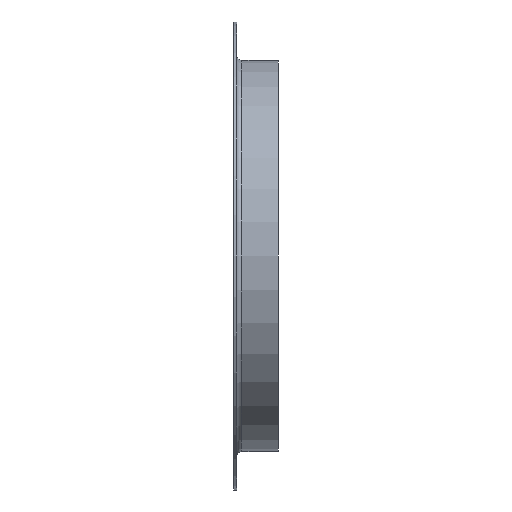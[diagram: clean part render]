
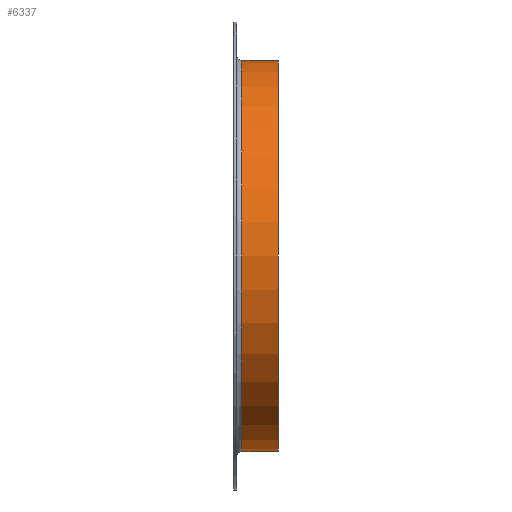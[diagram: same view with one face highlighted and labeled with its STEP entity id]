
A CAD part, front view. The second image highlights one B-rep face of the part: STEP entity #6337.
In plain terms, the highlighted cylindrical face has radius 152.5 mm (diameter 305 mm), a full revolution.
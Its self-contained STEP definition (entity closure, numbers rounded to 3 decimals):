
#326 = AXIS2_PLACEMENT_3D ( 'NONE', #10904, #3735, #4869 ) ;
#843 = VERTEX_POINT ( 'NONE', #14584 ) ;
#1082 = FACE_OUTER_BOUND ( 'NONE', #9425, .T. ) ;
#1435 = CARTESIAN_POINT ( 'NONE',  ( 35., 0., 0. ) ) ;
#2309 = DIRECTION ( 'NONE',  ( -1., 0., 0. ) ) ;
#2793 = AXIS2_PLACEMENT_3D ( 'NONE', #1435, #2309, #11243 ) ;
#3043 = EDGE_LOOP ( 'NONE', ( #7106 ) ) ;
#3735 = DIRECTION ( 'NONE',  ( 1., 0., 0. ) ) ;
#4869 = DIRECTION ( 'NONE',  ( 0., 0., 1. ) ) ;
#6337 = ADVANCED_FACE ( 'NONE', ( #11851, #1082 ), #15706, .T. ) ;
#6921 = EDGE_CURVE ( 'NONE', #12009, #12009, #10002, .T. ) ;
#6935 = DIRECTION ( 'NONE',  ( -1., 0., 0. ) ) ;
#6996 = ORIENTED_EDGE ( 'NONE', *, *, #6921, .T. ) ;
#7106 = ORIENTED_EDGE ( 'NONE', *, *, #11000, .T. ) ;
#7177 = DIRECTION ( 'NONE',  ( 0., 0., 1. ) ) ;
#7739 = AXIS2_PLACEMENT_3D ( 'NONE', #12090, #6935, #7177 ) ;
#9425 = EDGE_LOOP ( 'NONE', ( #6996 ) ) ;
#10002 = CIRCLE ( 'NONE', #2793, 152.5 ) ;
#10904 = CARTESIAN_POINT ( 'NONE',  ( 6.5, 0., 0. ) ) ;
#11000 = EDGE_CURVE ( 'NONE', #843, #843, #14417, .T. ) ;
#11243 = DIRECTION ( 'NONE',  ( 0., 0., 1. ) ) ;
#11851 = FACE_OUTER_BOUND ( 'NONE', #3043, .T. ) ;
#12009 = VERTEX_POINT ( 'NONE', #15704 ) ;
#12090 = CARTESIAN_POINT ( 'NONE',  ( 0., 0., 0. ) ) ;
#14417 = CIRCLE ( 'NONE', #326, 152.5 ) ;
#14584 = CARTESIAN_POINT ( 'NONE',  ( 6.5, 0., 152.5 ) ) ;
#15704 = CARTESIAN_POINT ( 'NONE',  ( 35., 0., 152.5 ) ) ;
#15706 = CYLINDRICAL_SURFACE ( 'NONE', #7739, 152.5 ) ;
